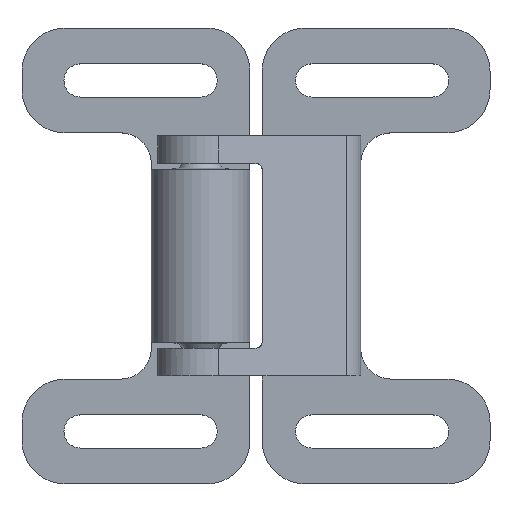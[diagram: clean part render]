
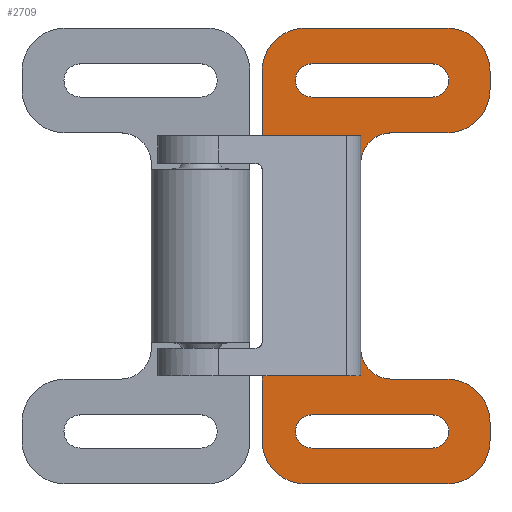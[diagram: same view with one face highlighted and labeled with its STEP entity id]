
A CAD part, top view. The second image highlights one B-rep face of the part: STEP entity #2709.
In plain terms, the highlighted planar face has unit normal (0, 0, 1).
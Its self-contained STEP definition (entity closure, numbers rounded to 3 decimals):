
#260=LINE('',#4489,#502);
#264=LINE('',#4496,#506);
#269=LINE('',#4509,#511);
#273=LINE('',#4521,#515);
#277=LINE('',#4533,#519);
#281=LINE('',#4545,#523);
#285=LINE('',#4557,#527);
#289=LINE('',#4569,#531);
#293=LINE('',#4581,#535);
#296=LINE('',#4589,#538);
#301=LINE('',#4602,#543);
#304=LINE('',#4610,#546);
#309=LINE('',#4623,#551);
#310=LINE('',#4635,#552);
#311=LINE('',#4637,#553);
#312=LINE('',#4638,#554);
#502=VECTOR('',#3681,1000.);
#506=VECTOR('',#3685,1000.);
#511=VECTOR('',#3698,1000.);
#515=VECTOR('',#3710,1000.);
#519=VECTOR('',#3722,1000.);
#523=VECTOR('',#3734,1000.);
#527=VECTOR('',#3746,1000.);
#531=VECTOR('',#3758,1000.);
#535=VECTOR('',#3770,1000.);
#538=VECTOR('',#3775,1000.);
#543=VECTOR('',#3788,1000.);
#546=VECTOR('',#3793,1000.);
#551=VECTOR('',#3806,1000.);
#552=VECTOR('',#3827,1000.);
#553=VECTOR('',#3828,1000.);
#554=VECTOR('',#3829,1000.);
#608=FACE_BOUND('',#892,.T.);
#609=FACE_BOUND('',#893,.T.);
#733=FACE_OUTER_BOUND('',#891,.T.);
#891=EDGE_LOOP('',(#2215,#2216,#2217,#2218,#2219,#2220,#2221,#2222,#2223,
#2224,#2225,#2226,#2227,#2228,#2229,#2230,#2231,#2232,#2233,#2234));
#892=EDGE_LOOP('',(#2235,#2236,#2237,#2238));
#893=EDGE_LOOP('',(#2239,#2240,#2241,#2242));
#1020=CIRCLE('',#3062,7.);
#1022=CIRCLE('',#3066,7.);
#1024=CIRCLE('',#3070,7.);
#1026=CIRCLE('',#3074,5.);
#1028=CIRCLE('',#3078,5.);
#1030=CIRCLE('',#3082,7.);
#1032=CIRCLE('',#3086,7.);
#1034=CIRCLE('',#3091,2.7);
#1036=CIRCLE('',#3096,2.7);
#1038=CIRCLE('',#3100,2.7);
#1040=CIRCLE('',#3103,2.7);
#1042=CIRCLE('',#3106,7.);
#1223=VERTEX_POINT('',#4474);
#1224=VERTEX_POINT('',#4478);
#1228=VERTEX_POINT('',#4487);
#1231=VERTEX_POINT('',#4495);
#1233=VERTEX_POINT('',#4501);
#1235=VERTEX_POINT('',#4507);
#1237=VERTEX_POINT('',#4513);
#1239=VERTEX_POINT('',#4519);
#1241=VERTEX_POINT('',#4525);
#1243=VERTEX_POINT('',#4531);
#1245=VERTEX_POINT('',#4537);
#1247=VERTEX_POINT('',#4543);
#1249=VERTEX_POINT('',#4549);
#1251=VERTEX_POINT('',#4555);
#1253=VERTEX_POINT('',#4561);
#1255=VERTEX_POINT('',#4567);
#1257=VERTEX_POINT('',#4573);
#1259=VERTEX_POINT('',#4579);
#1262=VERTEX_POINT('',#4586);
#1263=VERTEX_POINT('',#4588);
#1265=VERTEX_POINT('',#4594);
#1267=VERTEX_POINT('',#4600);
#1270=VERTEX_POINT('',#4607);
#1271=VERTEX_POINT('',#4609);
#1273=VERTEX_POINT('',#4615);
#1275=VERTEX_POINT('',#4621);
#1276=VERTEX_POINT('',#4634);
#1277=VERTEX_POINT('',#4636);
#1547=EDGE_CURVE('',#1223,#1228,#260,.T.);
#1551=EDGE_CURVE('',#1231,#1224,#264,.T.);
#1555=EDGE_CURVE('',#1228,#1233,#1020,.T.);
#1558=EDGE_CURVE('',#1233,#1235,#269,.T.);
#1561=EDGE_CURVE('',#1235,#1237,#1022,.T.);
#1564=EDGE_CURVE('',#1237,#1239,#273,.T.);
#1567=EDGE_CURVE('',#1239,#1241,#1024,.T.);
#1570=EDGE_CURVE('',#1241,#1243,#277,.T.);
#1573=EDGE_CURVE('',#1245,#1243,#1026,.T.);
#1576=EDGE_CURVE('',#1245,#1247,#281,.T.);
#1579=EDGE_CURVE('',#1249,#1247,#1028,.T.);
#1582=EDGE_CURVE('',#1249,#1251,#285,.T.);
#1585=EDGE_CURVE('',#1251,#1253,#1030,.T.);
#1588=EDGE_CURVE('',#1253,#1255,#289,.T.);
#1591=EDGE_CURVE('',#1255,#1257,#1032,.T.);
#1594=EDGE_CURVE('',#1257,#1259,#293,.T.);
#1597=EDGE_CURVE('',#1262,#1263,#296,.T.);
#1601=EDGE_CURVE('',#1265,#1262,#1034,.T.);
#1604=EDGE_CURVE('',#1267,#1265,#301,.T.);
#1607=EDGE_CURVE('',#1270,#1271,#304,.T.);
#1611=EDGE_CURVE('',#1273,#1270,#1036,.T.);
#1614=EDGE_CURVE('',#1275,#1273,#309,.T.);
#1616=EDGE_CURVE('',#1263,#1267,#1038,.T.);
#1618=EDGE_CURVE('',#1271,#1275,#1040,.T.);
#1620=EDGE_CURVE('',#1259,#1231,#1042,.T.);
#1621=EDGE_CURVE('',#1276,#1224,#310,.T.);
#1622=EDGE_CURVE('',#1276,#1277,#311,.T.);
#1623=EDGE_CURVE('',#1277,#1223,#312,.T.);
#2215=ORIENTED_EDGE('',*,*,#1621,.F.);
#2216=ORIENTED_EDGE('',*,*,#1622,.T.);
#2217=ORIENTED_EDGE('',*,*,#1623,.T.);
#2218=ORIENTED_EDGE('',*,*,#1547,.T.);
#2219=ORIENTED_EDGE('',*,*,#1555,.T.);
#2220=ORIENTED_EDGE('',*,*,#1558,.T.);
#2221=ORIENTED_EDGE('',*,*,#1561,.T.);
#2222=ORIENTED_EDGE('',*,*,#1564,.T.);
#2223=ORIENTED_EDGE('',*,*,#1567,.T.);
#2224=ORIENTED_EDGE('',*,*,#1570,.T.);
#2225=ORIENTED_EDGE('',*,*,#1573,.F.);
#2226=ORIENTED_EDGE('',*,*,#1576,.T.);
#2227=ORIENTED_EDGE('',*,*,#1579,.F.);
#2228=ORIENTED_EDGE('',*,*,#1582,.T.);
#2229=ORIENTED_EDGE('',*,*,#1585,.T.);
#2230=ORIENTED_EDGE('',*,*,#1588,.T.);
#2231=ORIENTED_EDGE('',*,*,#1591,.T.);
#2232=ORIENTED_EDGE('',*,*,#1594,.T.);
#2233=ORIENTED_EDGE('',*,*,#1620,.T.);
#2234=ORIENTED_EDGE('',*,*,#1551,.T.);
#2235=ORIENTED_EDGE('',*,*,#1607,.F.);
#2236=ORIENTED_EDGE('',*,*,#1611,.F.);
#2237=ORIENTED_EDGE('',*,*,#1614,.F.);
#2238=ORIENTED_EDGE('',*,*,#1618,.F.);
#2239=ORIENTED_EDGE('',*,*,#1597,.F.);
#2240=ORIENTED_EDGE('',*,*,#1601,.F.);
#2241=ORIENTED_EDGE('',*,*,#1604,.F.);
#2242=ORIENTED_EDGE('',*,*,#1616,.F.);
#2481=PLANE('',#3107);
#2709=ADVANCED_FACE('',(#733,#608,#609),#2481,.T.);
#3062=AXIS2_PLACEMENT_3D('',#4503,#3692,#3693);
#3066=AXIS2_PLACEMENT_3D('',#4515,#3704,#3705);
#3070=AXIS2_PLACEMENT_3D('',#4527,#3716,#3717);
#3074=AXIS2_PLACEMENT_3D('',#4539,#3728,#3729);
#3078=AXIS2_PLACEMENT_3D('',#4551,#3740,#3741);
#3082=AXIS2_PLACEMENT_3D('',#4563,#3752,#3753);
#3086=AXIS2_PLACEMENT_3D('',#4575,#3764,#3765);
#3091=AXIS2_PLACEMENT_3D('',#4596,#3782,#3783);
#3096=AXIS2_PLACEMENT_3D('',#4617,#3800,#3801);
#3100=AXIS2_PLACEMENT_3D('',#4626,#3811,#3812);
#3103=AXIS2_PLACEMENT_3D('',#4629,#3817,#3818);
#3106=AXIS2_PLACEMENT_3D('',#4632,#3823,#3824);
#3107=AXIS2_PLACEMENT_3D('',#4633,#3825,#3826);
#3681=DIRECTION('',(0.,-1.,0.));
#3685=DIRECTION('',(0.,-1.,0.));
#3692=DIRECTION('center_axis',(0.,0.,1.));
#3693=DIRECTION('ref_axis',(1.,0.,0.));
#3698=DIRECTION('',(1.,0.,0.));
#3704=DIRECTION('center_axis',(0.,0.,1.));
#3705=DIRECTION('ref_axis',(1.,0.,0.));
#3710=DIRECTION('',(0.,1.,0.));
#3716=DIRECTION('center_axis',(0.,0.,1.));
#3717=DIRECTION('ref_axis',(1.,0.,0.));
#3722=DIRECTION('',(-1.,0.,0.));
#3728=DIRECTION('center_axis',(0.,0.,1.));
#3729=DIRECTION('ref_axis',(1.,0.,0.));
#3734=DIRECTION('',(0.,1.,0.));
#3740=DIRECTION('center_axis',(0.,0.,1.));
#3741=DIRECTION('ref_axis',(1.,0.,0.));
#3746=DIRECTION('',(1.,0.,0.));
#3752=DIRECTION('center_axis',(0.,0.,1.));
#3753=DIRECTION('ref_axis',(1.,0.,0.));
#3758=DIRECTION('',(0.,1.,0.));
#3764=DIRECTION('center_axis',(0.,0.,1.));
#3765=DIRECTION('ref_axis',(1.,0.,0.));
#3770=DIRECTION('',(-1.,0.,0.));
#3775=DIRECTION('',(-1.,0.,0.));
#3782=DIRECTION('center_axis',(0.,0.,1.));
#3783=DIRECTION('ref_axis',(1.,0.,0.));
#3788=DIRECTION('',(1.,0.,0.));
#3793=DIRECTION('',(-1.,0.,0.));
#3800=DIRECTION('center_axis',(0.,0.,1.));
#3801=DIRECTION('ref_axis',(1.,0.,0.));
#3806=DIRECTION('',(1.,0.,0.));
#3811=DIRECTION('center_axis',(0.,0.,1.));
#3812=DIRECTION('ref_axis',(1.,0.,0.));
#3817=DIRECTION('center_axis',(0.,0.,1.));
#3818=DIRECTION('ref_axis',(1.,0.,0.));
#3823=DIRECTION('center_axis',(0.,0.,1.));
#3824=DIRECTION('ref_axis',(1.,0.,0.));
#3825=DIRECTION('center_axis',(0.,0.,1.));
#3826=DIRECTION('ref_axis',(1.,0.,0.));
#3827=DIRECTION('',(-1.,0.,0.));
#3828=DIRECTION('',(0.,-1.,0.));
#3829=DIRECTION('',(-1.,0.,0.));
#4474=CARTESIAN_POINT('',(0.,17.513,7.));
#4478=CARTESIAN_POINT('',(0.,56.513,7.));
#4487=CARTESIAN_POINT('',(0.,7.,7.));
#4489=CARTESIAN_POINT('',(0.,67.,7.));
#4495=CARTESIAN_POINT('',(0.,67.,7.));
#4496=CARTESIAN_POINT('',(0.,67.,7.));
#4501=CARTESIAN_POINT('',(7.,0.,7.));
#4503=CARTESIAN_POINT('Origin',(7.,7.,7.));
#4507=CARTESIAN_POINT('',(30.,0.,7.));
#4509=CARTESIAN_POINT('',(7.,0.,7.));
#4513=CARTESIAN_POINT('',(37.,7.,7.));
#4515=CARTESIAN_POINT('Origin',(30.,7.,7.));
#4519=CARTESIAN_POINT('',(37.,10.,7.));
#4521=CARTESIAN_POINT('',(37.,7.,7.));
#4525=CARTESIAN_POINT('',(30.,17.,7.));
#4527=CARTESIAN_POINT('Origin',(30.,10.,7.));
#4531=CARTESIAN_POINT('',(21.,17.,7.));
#4533=CARTESIAN_POINT('',(30.,17.,7.));
#4537=CARTESIAN_POINT('',(16.,22.,7.));
#4539=CARTESIAN_POINT('Origin',(21.,22.,7.));
#4543=CARTESIAN_POINT('',(16.,52.,7.));
#4545=CARTESIAN_POINT('',(16.,22.,7.));
#4549=CARTESIAN_POINT('',(21.,57.,7.));
#4551=CARTESIAN_POINT('Origin',(21.,52.,7.));
#4555=CARTESIAN_POINT('',(30.,57.,7.));
#4557=CARTESIAN_POINT('',(21.,57.,7.));
#4561=CARTESIAN_POINT('',(37.,64.,7.));
#4563=CARTESIAN_POINT('Origin',(30.,64.,7.));
#4567=CARTESIAN_POINT('',(37.,67.,7.));
#4569=CARTESIAN_POINT('',(37.,64.,7.));
#4573=CARTESIAN_POINT('',(30.,74.,7.));
#4575=CARTESIAN_POINT('Origin',(30.,67.,7.));
#4579=CARTESIAN_POINT('',(7.,74.,7.));
#4581=CARTESIAN_POINT('',(30.,74.,7.));
#4586=CARTESIAN_POINT('',(27.596,68.196,7.));
#4588=CARTESIAN_POINT('',(8.096,68.196,7.));
#4589=CARTESIAN_POINT('',(27.596,68.196,7.));
#4594=CARTESIAN_POINT('',(27.596,62.796,7.));
#4596=CARTESIAN_POINT('Origin',(27.596,65.496,7.));
#4600=CARTESIAN_POINT('',(8.096,62.796,7.));
#4602=CARTESIAN_POINT('',(8.096,62.796,7.));
#4607=CARTESIAN_POINT('',(27.596,11.196,7.));
#4609=CARTESIAN_POINT('',(8.096,11.196,7.));
#4610=CARTESIAN_POINT('',(27.596,11.196,7.));
#4615=CARTESIAN_POINT('',(27.596,5.796,7.));
#4617=CARTESIAN_POINT('Origin',(27.596,8.496,7.));
#4621=CARTESIAN_POINT('',(8.096,5.796,7.));
#4623=CARTESIAN_POINT('',(8.096,5.796,7.));
#4626=CARTESIAN_POINT('Origin',(8.096,65.496,7.));
#4629=CARTESIAN_POINT('Origin',(8.096,8.496,7.));
#4632=CARTESIAN_POINT('Origin',(7.,67.,7.));
#4633=CARTESIAN_POINT('Origin',(7.,7.,7.));
#4634=CARTESIAN_POINT('',(16.,56.513,7.));
#4635=CARTESIAN_POINT('',(7.,56.513,7.));
#4636=CARTESIAN_POINT('',(16.,17.513,7.));
#4637=CARTESIAN_POINT('',(16.,7.,7.));
#4638=CARTESIAN_POINT('',(7.,17.513,7.));
